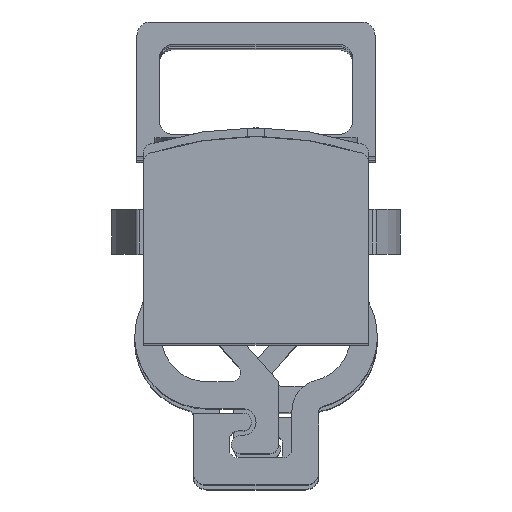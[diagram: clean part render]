
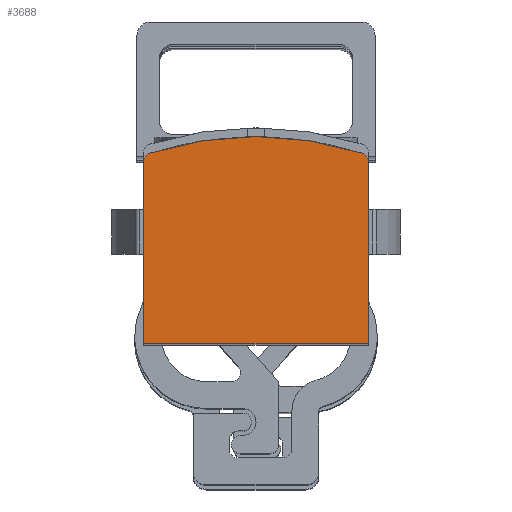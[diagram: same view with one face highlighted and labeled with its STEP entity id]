
A CAD part, top view. The second image highlights one B-rep face of the part: STEP entity #3688.
In plain terms, the highlighted planar face has unit normal (0, 0, 1).
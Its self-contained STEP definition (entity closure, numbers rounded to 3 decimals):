
#45=PLANE('',#3907);
#199=LINE('',#5287,#503);
#201=LINE('',#5290,#505);
#214=LINE('',#5317,#518);
#503=VECTOR('',#4319,1000.);
#505=VECTOR('',#4323,1000.);
#518=VECTOR('',#4344,1000.);
#894=ORIENTED_EDGE('',*,*,#1707,.T.);
#895=ORIENTED_EDGE('',*,*,#1730,.T.);
#896=ORIENTED_EDGE('',*,*,#1747,.T.);
#897=ORIENTED_EDGE('',*,*,#1732,.T.);
#898=ORIENTED_EDGE('',*,*,#1709,.T.);
#899=ORIENTED_EDGE('',*,*,#1653,.T.);
#1653=EDGE_CURVE('',#2098,#2097,#2390,.T.);
#1707=EDGE_CURVE('',#2097,#2142,#2409,.T.);
#1709=EDGE_CURVE('',#2143,#2098,#2410,.T.);
#1730=EDGE_CURVE('',#2142,#2159,#199,.T.);
#1732=EDGE_CURVE('',#2160,#2143,#201,.T.);
#1747=EDGE_CURVE('',#2159,#2160,#214,.T.);
#2097=VERTEX_POINT('',#5130);
#2098=VERTEX_POINT('',#5132);
#2142=VERTEX_POINT('',#5238);
#2143=VERTEX_POINT('',#5242);
#2159=VERTEX_POINT('',#5286);
#2160=VERTEX_POINT('',#5291);
#2390=CIRCLE('',#3861,7.7);
#2409=CIRCLE('',#3889,0.2);
#2410=CIRCLE('',#3891,0.2);
#2541=EDGE_LOOP('',(#894,#895,#896,#897,#898,#899));
#2737=FACE_BOUND('',#2541,.T.);
#3688=ADVANCED_FACE('',(#2737),#45,.T.);
#3861=AXIS2_PLACEMENT_3D('',#5131,#4192,#4193);
#3889=AXIS2_PLACEMENT_3D('',#5239,#4283,#4284);
#3891=AXIS2_PLACEMENT_3D('',#5243,#4288,#4289);
#3907=AXIS2_PLACEMENT_3D('',#5321,#4351,#4352);
#4192=DIRECTION('',(0.,0.,1.));
#4193=DIRECTION('',(1.,0.,0.));
#4283=DIRECTION('',(0.,0.,1.));
#4284=DIRECTION('',(1.,0.,0.));
#4288=DIRECTION('',(0.,0.,1.));
#4289=DIRECTION('',(1.,0.,0.));
#4319=DIRECTION('',(0.,-1.,0.));
#4323=DIRECTION('',(0.,1.,0.));
#4344=DIRECTION('',(1.,0.,0.));
#4351=DIRECTION('',(0.,0.,1.));
#4352=DIRECTION('',(1.,0.,0.));
#5130=CARTESIAN_POINT('',(-2.361,4.229,26.3));
#5131=CARTESIAN_POINT('',(0.,-3.1,26.3));
#5132=CARTESIAN_POINT('',(2.361,4.229,26.3));
#5238=CARTESIAN_POINT('',(-2.5,4.039,26.3));
#5239=CARTESIAN_POINT('',(-2.3,4.039,26.3));
#5242=CARTESIAN_POINT('',(2.5,4.039,26.3));
#5243=CARTESIAN_POINT('',(2.3,4.039,26.3));
#5286=CARTESIAN_POINT('',(-2.5,0.,26.3));
#5287=CARTESIAN_POINT('',(-2.5,4.039,26.3));
#5290=CARTESIAN_POINT('',(2.5,0.,26.3));
#5291=CARTESIAN_POINT('',(2.5,0.,26.3));
#5317=CARTESIAN_POINT('',(-2.5,0.,26.3));
#5321=CARTESIAN_POINT('',(-2.3,4.039,26.3));
